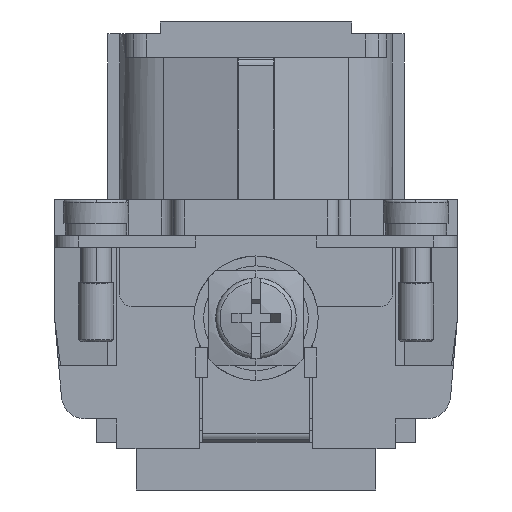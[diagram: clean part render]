
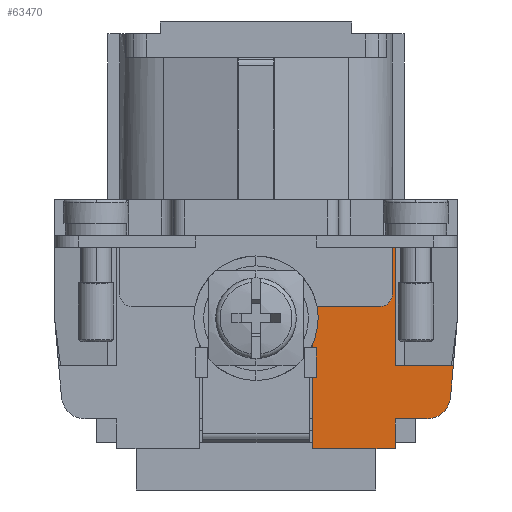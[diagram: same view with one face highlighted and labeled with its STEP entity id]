
A CAD part, left-side view. The second image highlights one B-rep face of the part: STEP entity #63470.
In plain terms, the highlighted planar face has unit normal (-1, 0, 0).
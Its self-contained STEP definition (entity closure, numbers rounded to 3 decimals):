
#63232=CARTESIAN_POINT('',(-44.75,-14.424,-18.5));
#63233=VERTEX_POINT('',#63232);
#63240=CARTESIAN_POINT('',(-44.75,-11.75,-18.5));
#63241=VERTEX_POINT('',#63240);
#63242=CARTESIAN_POINT('',(-44.75,-11.75,-18.5));
#63243=DIRECTION('',(0.0,-1.0,0.0));
#63244=VECTOR('',#63243,2.674);
#63245=LINE('',#63242,#63244);
#63246=EDGE_CURVE('',#63241,#63233,#63245,.T.);
#63339=CARTESIAN_POINT('',(-44.75,-16.416,-16.674));
#63340=VERTEX_POINT('',#63339);
#63341=CARTESIAN_POINT('',(-44.75,-14.424,-16.5));
#63342=DIRECTION('',(-1.0,0.0,0.0));
#63343=DIRECTION('',(0.0,-0.996,-0.087));
#63344=AXIS2_PLACEMENT_3D('',#63341,#63342,#63343);
#63345=CIRCLE('',#63344,2.);
#63346=EDGE_CURVE('',#63233,#63340,#63345,.T.);
#63372=CARTESIAN_POINT('',(-44.75,-16.65,-14.0));
#63373=VERTEX_POINT('',#63372);
#63374=CARTESIAN_POINT('',(-44.75,-16.416,-16.674));
#63375=DIRECTION('',(0.0,-0.087,0.996));
#63376=VECTOR('',#63375,2.685);
#63377=LINE('',#63374,#63376);
#63378=EDGE_CURVE('',#63340,#63373,#63377,.T.);
#63414=CARTESIAN_POINT('',(-44.75,0.0,-23.));
#63415=DIRECTION('',(1.0,0.0,0.0));
#63416=DIRECTION('',(0.0,0.0,-1.0));
#63417=AXIS2_PLACEMENT_3D('',#63414,#63415,#63416);
#63418=PLANE('',#63417);
#63419=CARTESIAN_POINT('',(-44.75,-11.75,-21.));
#63420=VERTEX_POINT('',#63419);
#63421=CARTESIAN_POINT('',(-44.75,-11.75,-18.5));
#63422=DIRECTION('',(0.0,0.0,-1.0));
#63423=VECTOR('',#63422,2.5);
#63424=LINE('',#63421,#63423);
#63425=EDGE_CURVE('',#63241,#63420,#63424,.T.);
#63426=ORIENTED_EDGE('',*,*,#63425,.F.);
#63427=ORIENTED_EDGE('',*,*,#63246,.T.);
#63428=ORIENTED_EDGE('',*,*,#63346,.T.);
#63429=ORIENTED_EDGE('',*,*,#63378,.T.);
#63430=CARTESIAN_POINT('',(-44.75,-11.75,-14.0));
#63431=VERTEX_POINT('',#63430);
#63432=CARTESIAN_POINT('',(-44.75,-11.75,-14.0));
#63433=DIRECTION('',(0.0,-1.0,0.0));
#63434=VECTOR('',#63433,4.9);
#63435=LINE('',#63432,#63434);
#63436=EDGE_CURVE('',#63431,#63373,#63435,.T.);
#63437=ORIENTED_EDGE('',*,*,#63436,.F.);
#63438=CARTESIAN_POINT('',(-44.75,-11.75,-3.));
#63439=VERTEX_POINT('',#63438);
#63440=CARTESIAN_POINT('',(-44.75,-11.75,-3.));
#63441=DIRECTION('',(0.0,0.0,-1.0));
#63442=VECTOR('',#63441,11.);
#63443=LINE('',#63440,#63442);
#63444=EDGE_CURVE('',#63439,#63431,#63443,.T.);
#63445=ORIENTED_EDGE('',*,*,#63444,.F.);
#63446=CARTESIAN_POINT('',(-44.75,-4.75,-3.));
#63447=VERTEX_POINT('',#63446);
#63448=CARTESIAN_POINT('',(-44.75,-4.75,-3.));
#63449=DIRECTION('',(0.0,-1.0,0.0));
#63450=VECTOR('',#63449,7.);
#63451=LINE('',#63448,#63450);
#63452=EDGE_CURVE('',#63447,#63439,#63451,.T.);
#63453=ORIENTED_EDGE('',*,*,#63452,.F.);
#63454=CARTESIAN_POINT('',(-44.75,-4.75,-21.));
#63455=VERTEX_POINT('',#63454);
#63456=CARTESIAN_POINT('',(-44.75,-4.75,-3.));
#63457=DIRECTION('',(0.0,0.0,-1.0));
#63458=VECTOR('',#63457,18.);
#63459=LINE('',#63456,#63458);
#63460=EDGE_CURVE('',#63447,#63455,#63459,.T.);
#63461=ORIENTED_EDGE('',*,*,#63460,.T.);
#63462=CARTESIAN_POINT('',(-44.75,-4.75,-21.));
#63463=DIRECTION('',(0.0,-1.0,0.0));
#63464=VECTOR('',#63463,7.);
#63465=LINE('',#63462,#63464);
#63466=EDGE_CURVE('',#63455,#63420,#63465,.T.);
#63467=ORIENTED_EDGE('',*,*,#63466,.T.);
#63468=EDGE_LOOP('',(#63426,#63427,#63428,#63429,#63437,#63445,#63453,#63461,#63467));
#63469=FACE_OUTER_BOUND('',#63468,.T.);
#63470=ADVANCED_FACE('',(#63469),#63418,.F.);
